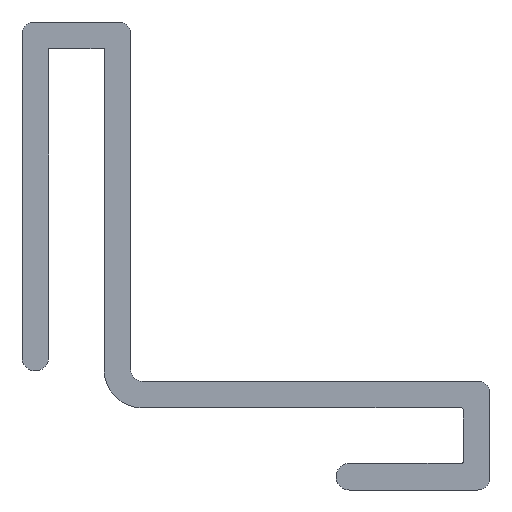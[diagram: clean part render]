
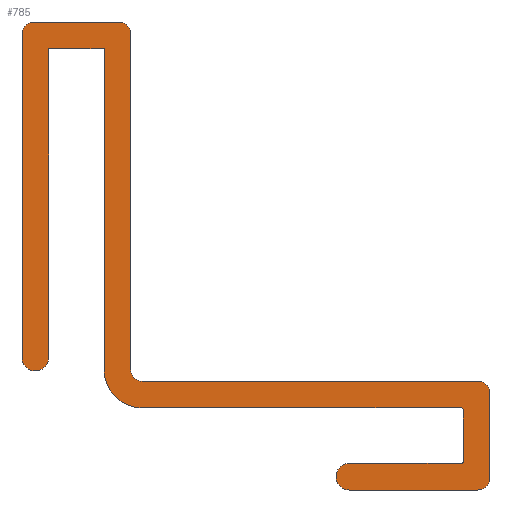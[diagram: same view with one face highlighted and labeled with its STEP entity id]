
A CAD part, front view. The second image highlights one B-rep face of the part: STEP entity #785.
In plain terms, the highlighted planar face has unit normal (0, -1, 0).
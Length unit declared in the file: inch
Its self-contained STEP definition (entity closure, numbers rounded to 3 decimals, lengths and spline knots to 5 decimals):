
#35=CARTESIAN_POINT('',(2.4576,2.60978,0.426));
#36=VERTEX_POINT('',#35);
#43=CARTESIAN_POINT('',(2.4876,2.60978,0.456));
#44=VERTEX_POINT('',#43);
#45=CARTESIAN_POINT('',(2.4876,2.60978,0.426));
#46=DIRECTION('',(0.,1.,0.));
#47=DIRECTION('',(1.,0.,0.));
#48=AXIS2_PLACEMENT_3D('',#45,#46,#47);
#49=CIRCLE('',#48,0.03);
#50=EDGE_CURVE('',#36,#44,#49,.T.);
#74=CARTESIAN_POINT('',(2.4576,2.60978,-0.3615));
#75=VERTEX_POINT('',#74);
#82=CARTESIAN_POINT('',(2.4576,2.60978,0.426));
#83=DIRECTION('',(0.,0.,1.));
#84=VECTOR('',#83,1.);
#85=LINE('',#82,#84);
#86=EDGE_CURVE('',#75,#36,#85,.T.);
#106=CARTESIAN_POINT('',(2.5226,2.60978,-0.3615));
#107=VERTEX_POINT('',#106);
#114=CARTESIAN_POINT('',(2.4901,2.60978,-0.3615));
#115=DIRECTION('',(0.,1.,0.));
#116=DIRECTION('',(1.,0.,0.));
#117=AXIS2_PLACEMENT_3D('',#114,#115,#116);
#118=CIRCLE('',#117,0.0325);
#119=EDGE_CURVE('',#107,#75,#118,.T.);
#138=CARTESIAN_POINT('',(2.5226,2.60978,0.391));
#139=VERTEX_POINT('',#138);
#146=CARTESIAN_POINT('',(2.5226,2.60978,0.391));
#147=DIRECTION('',(0.,0.,-1.));
#148=VECTOR('',#147,1.);
#149=LINE('',#146,#148);
#150=EDGE_CURVE('',#139,#107,#149,.T.);
#169=CARTESIAN_POINT('',(2.6576,2.60978,0.391));
#170=VERTEX_POINT('',#169);
#177=CARTESIAN_POINT('',(2.6576,2.60978,0.391));
#178=DIRECTION('',(-1.,0.,0.));
#179=VECTOR('',#178,1.);
#180=LINE('',#177,#179);
#181=EDGE_CURVE('',#170,#139,#180,.T.);
#200=CARTESIAN_POINT('',(2.6576,2.60978,-0.391));
#201=VERTEX_POINT('',#200);
#208=CARTESIAN_POINT('',(2.6576,2.60978,0.391));
#209=DIRECTION('',(0.,0.,1.));
#210=VECTOR('',#209,1.);
#211=LINE('',#208,#210);
#212=EDGE_CURVE('',#201,#170,#211,.T.);
#232=CARTESIAN_POINT('',(2.7506,2.60978,-0.484));
#233=VERTEX_POINT('',#232);
#240=CARTESIAN_POINT('',(2.7506,2.60978,-0.391));
#241=DIRECTION('',(0.,1.,0.));
#242=DIRECTION('',(1.,0.,0.));
#243=AXIS2_PLACEMENT_3D('',#240,#241,#242);
#244=CIRCLE('',#243,0.093);
#245=EDGE_CURVE('',#233,#201,#244,.T.);
#264=CARTESIAN_POINT('',(3.5276,2.60978,-0.484));
#265=VERTEX_POINT('',#264);
#272=CARTESIAN_POINT('',(2.7506,2.60978,-0.484));
#273=DIRECTION('',(-1.,0.,0.));
#274=VECTOR('',#273,1.);
#275=LINE('',#272,#274);
#276=EDGE_CURVE('',#265,#233,#275,.T.);
#296=CARTESIAN_POINT('',(3.5326,2.60978,-0.489));
#297=VERTEX_POINT('',#296);
#304=CARTESIAN_POINT('',(3.5276,2.60978,-0.489));
#305=DIRECTION('',(0.,-1.,0.));
#306=DIRECTION('',(1.,0.,0.));
#307=AXIS2_PLACEMENT_3D('',#304,#305,#306);
#308=CIRCLE('',#307,0.005);
#309=EDGE_CURVE('',#297,#265,#308,.T.);
#328=CARTESIAN_POINT('',(3.5326,2.60978,-0.614));
#329=VERTEX_POINT('',#328);
#336=CARTESIAN_POINT('',(3.5326,2.60978,-0.614));
#337=DIRECTION('',(0.,0.,1.));
#338=VECTOR('',#337,1.);
#339=LINE('',#336,#338);
#340=EDGE_CURVE('',#329,#297,#339,.T.);
#360=CARTESIAN_POINT('',(3.5276,2.60978,-0.619));
#361=VERTEX_POINT('',#360);
#368=CARTESIAN_POINT('',(3.5276,2.60978,-0.614));
#369=DIRECTION('',(0.,-1.,0.));
#370=DIRECTION('',(1.,0.,0.));
#371=AXIS2_PLACEMENT_3D('',#368,#369,#370);
#372=CIRCLE('',#371,0.005);
#373=EDGE_CURVE('',#361,#329,#372,.T.);
#392=CARTESIAN_POINT('',(3.2551,2.60978,-0.619));
#393=VERTEX_POINT('',#392);
#400=CARTESIAN_POINT('',(3.2551,2.60978,-0.619));
#401=DIRECTION('',(1.,0.,0.));
#402=VECTOR('',#401,1.);
#403=LINE('',#400,#402);
#404=EDGE_CURVE('',#393,#361,#403,.T.);
#424=CARTESIAN_POINT('',(3.2551,2.60978,-0.684));
#425=VERTEX_POINT('',#424);
#432=CARTESIAN_POINT('',(3.2551,2.60978,-0.6515));
#433=DIRECTION('',(0.,1.,0.));
#434=DIRECTION('',(1.,0.,0.));
#435=AXIS2_PLACEMENT_3D('',#432,#433,#434);
#436=CIRCLE('',#435,0.0325);
#437=EDGE_CURVE('',#425,#393,#436,.T.);
#456=CARTESIAN_POINT('',(3.5676,2.60978,-0.684));
#457=VERTEX_POINT('',#456);
#464=CARTESIAN_POINT('',(3.2551,2.60978,-0.684));
#465=DIRECTION('',(-1.,0.,0.));
#466=VECTOR('',#465,1.);
#467=LINE('',#464,#466);
#468=EDGE_CURVE('',#457,#425,#467,.T.);
#488=CARTESIAN_POINT('',(3.5976,2.60978,-0.654));
#489=VERTEX_POINT('',#488);
#496=CARTESIAN_POINT('',(3.5676,2.60978,-0.654));
#497=DIRECTION('',(0.,1.,0.));
#498=DIRECTION('',(1.,0.,0.));
#499=AXIS2_PLACEMENT_3D('',#496,#497,#498);
#500=CIRCLE('',#499,0.03);
#501=EDGE_CURVE('',#489,#457,#500,.T.);
#520=CARTESIAN_POINT('',(3.5976,2.60978,-0.449));
#521=VERTEX_POINT('',#520);
#528=CARTESIAN_POINT('',(3.5976,2.60978,-0.654));
#529=DIRECTION('',(0.,0.,-1.));
#530=VECTOR('',#529,1.);
#531=LINE('',#528,#530);
#532=EDGE_CURVE('',#521,#489,#531,.T.);
#552=CARTESIAN_POINT('',(3.5676,2.60978,-0.419));
#553=VERTEX_POINT('',#552);
#560=CARTESIAN_POINT('',(3.5676,2.60978,-0.449));
#561=DIRECTION('',(0.,1.,0.));
#562=DIRECTION('',(1.,0.,0.));
#563=AXIS2_PLACEMENT_3D('',#560,#561,#562);
#564=CIRCLE('',#563,0.03);
#565=EDGE_CURVE('',#553,#521,#564,.T.);
#584=CARTESIAN_POINT('',(2.7506,2.60978,-0.419));
#585=VERTEX_POINT('',#584);
#592=CARTESIAN_POINT('',(2.7506,2.60978,-0.419));
#593=DIRECTION('',(1.,0.,0.));
#594=VECTOR('',#593,1.);
#595=LINE('',#592,#594);
#596=EDGE_CURVE('',#585,#553,#595,.T.);
#616=CARTESIAN_POINT('',(2.7226,2.60978,-0.391));
#617=VERTEX_POINT('',#616);
#624=CARTESIAN_POINT('',(2.7506,2.60978,-0.391));
#625=DIRECTION('',(0.,-1.,0.));
#626=DIRECTION('',(1.,0.,0.));
#627=AXIS2_PLACEMENT_3D('',#624,#625,#626);
#628=CIRCLE('',#627,0.028);
#629=EDGE_CURVE('',#617,#585,#628,.T.);
#648=CARTESIAN_POINT('',(2.7226,2.60978,0.426));
#649=VERTEX_POINT('',#648);
#656=CARTESIAN_POINT('',(2.7226,2.60978,0.426));
#657=DIRECTION('',(0.,0.,-1.));
#658=VECTOR('',#657,1.);
#659=LINE('',#656,#658);
#660=EDGE_CURVE('',#649,#617,#659,.T.);
#680=CARTESIAN_POINT('',(2.6926,2.60978,0.456));
#681=VERTEX_POINT('',#680);
#688=CARTESIAN_POINT('',(2.6926,2.60978,0.426));
#689=DIRECTION('',(0.,1.,0.));
#690=DIRECTION('',(1.,0.,0.));
#691=AXIS2_PLACEMENT_3D('',#688,#689,#690);
#692=CIRCLE('',#691,0.03);
#693=EDGE_CURVE('',#681,#649,#692,.T.);
#711=CARTESIAN_POINT('',(2.6926,2.60978,0.456));
#712=DIRECTION('',(1.,0.,0.));
#713=VECTOR('',#712,1.);
#714=LINE('',#711,#713);
#715=EDGE_CURVE('',#44,#681,#714,.T.);
#756=ORIENTED_EDGE('',*,*,#693,.F.);
#757=ORIENTED_EDGE('',*,*,#715,.F.);
#758=ORIENTED_EDGE('',*,*,#50,.F.);
#759=ORIENTED_EDGE('',*,*,#86,.F.);
#760=ORIENTED_EDGE('',*,*,#119,.F.);
#761=ORIENTED_EDGE('',*,*,#150,.F.);
#762=ORIENTED_EDGE('',*,*,#181,.F.);
#763=ORIENTED_EDGE('',*,*,#212,.F.);
#764=ORIENTED_EDGE('',*,*,#245,.F.);
#765=ORIENTED_EDGE('',*,*,#276,.F.);
#766=ORIENTED_EDGE('',*,*,#309,.F.);
#767=ORIENTED_EDGE('',*,*,#340,.F.);
#768=ORIENTED_EDGE('',*,*,#373,.F.);
#769=ORIENTED_EDGE('',*,*,#404,.F.);
#770=ORIENTED_EDGE('',*,*,#437,.F.);
#771=ORIENTED_EDGE('',*,*,#468,.F.);
#772=ORIENTED_EDGE('',*,*,#501,.F.);
#773=ORIENTED_EDGE('',*,*,#532,.F.);
#774=ORIENTED_EDGE('',*,*,#565,.F.);
#775=ORIENTED_EDGE('',*,*,#596,.F.);
#776=ORIENTED_EDGE('',*,*,#629,.F.);
#777=ORIENTED_EDGE('',*,*,#660,.F.);
#778=EDGE_LOOP('',(#756,#757,#758,#759,#760,#761,#762,#763,#764,#765,#766,#767,#768,#769,#770,#771,#772,#773,#774,#775,#776,#777));
#779=FACE_OUTER_BOUND('',#778,.T.);
#780=CARTESIAN_POINT('',(2.62857,2.60978,0.456));
#781=DIRECTION('',(0.,1.,0.));
#782=DIRECTION('',(-1.,0.,0.));
#783=AXIS2_PLACEMENT_3D('',#780,#781,#782);
#784=PLANE('',#783);
#785=ADVANCED_FACE('',(#779),#784,.F.);
